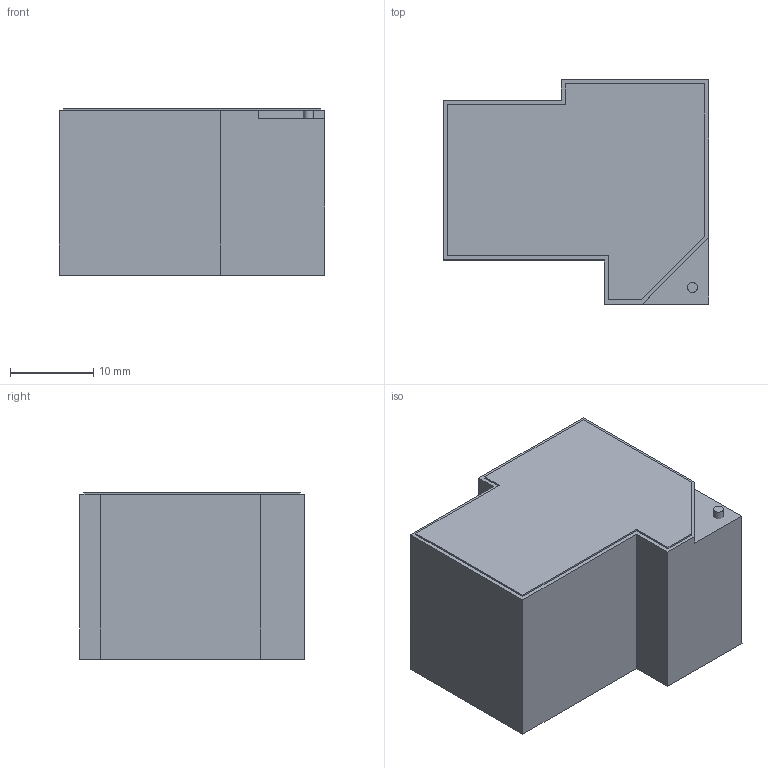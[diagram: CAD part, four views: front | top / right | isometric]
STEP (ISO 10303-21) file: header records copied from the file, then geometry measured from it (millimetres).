
FILE_DESCRIPTION(('FreeCAD Model'),'2;1');
FILE_NAME('Open CASCADE Shape Model','2022-09-21T09:44:52',(''),(''), 'Open CASCADE STEP processor 7.5','FreeCAD','Unknown');
FILE_SCHEMA(('AUTOMOTIVE_DESIGN { 1 0 10303 214 1 1 1 1 }'));
Length unit declared in the file: millimetre
Products named in the file (4): Relay_SPDT_RAYEX_L90; Extrude002; Cut; Extrude004
Assembly tree (3 placements, depth 2):
  Relay_SPDT_RAYEX_L90
    Extrude002
    Cut
    Extrude004
Bounding box: 32 x 27 x 20 mm (x, y, z)
Volume: 14466.5 mm3; surface area: 5092.4 mm2
Topology: 3 solids, 3 shells, 26 faces, 60 edges, 40 vertices
Faces by surface type: plane 25, cylinder 1
Full cylindrical faces by diameter (mm): 1.2 x1
Entity records: 1608 total; most frequent: CARTESIAN_POINT 258, DIRECTION 234, LINE 168, VECTOR 168, ORIENTED_EDGE 120, PCURVE 120, DEFINITIONAL_REPRESENTATION 120, EDGE_CURVE 60
